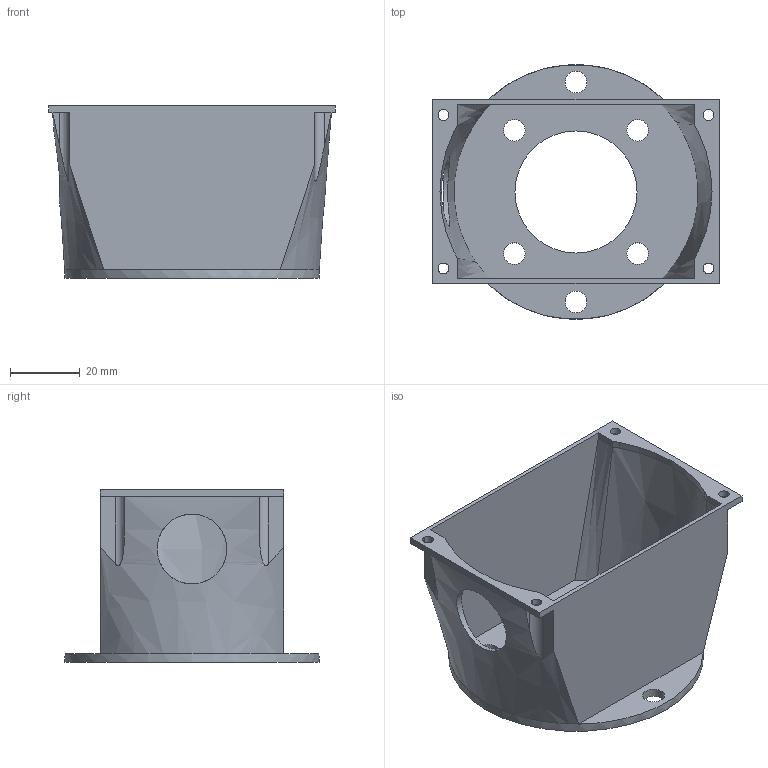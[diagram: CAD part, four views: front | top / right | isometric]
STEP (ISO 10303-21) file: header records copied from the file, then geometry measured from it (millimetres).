
FILE_DESCRIPTION(/* description */ (''),/* implementation_level */ '2;1');
FILE_NAME(/* name */ 'ToArm.step',/* time_stamp */ '2022-12-29T17:56:55+09:00',/* author */ (''),/* organization */ (''),/* preprocessor_version */ 'ST-DEVELOPER v19.2',/* originating_system */ 'Autodesk Translation Framework v11.17.0.187',/* authorisation */ '');
FILE_SCHEMA (('AUTOMOTIVE_DESIGN { 1 0 10303 214 3 1 1 }'));
Length unit declared in the file: millimetre
Products named in the file (1): ToArm
Bounding box: 82 x 73 x 49.5 mm (x, y, z)
Volume: 26320.5 mm3; surface area: 29219.4 mm2
Topology: 1 solids, 1 shells, 58 faces, 167 edges, 112 vertices
Faces by surface type: plane 25, cylinder 21, bspline 12
Full cylindrical faces by diameter (mm): 3.1 x2, 6.2 x6, 20 x1, 35 x1, 73 x1
Entity records: 2371 total; most frequent: CARTESIAN_POINT 846, ORIENTED_EDGE 334, DIRECTION 255, EDGE_CURVE 167, VERTEX_POINT 112, LINE 87, VECTOR 87, AXIS2_PLACEMENT_3D 84
